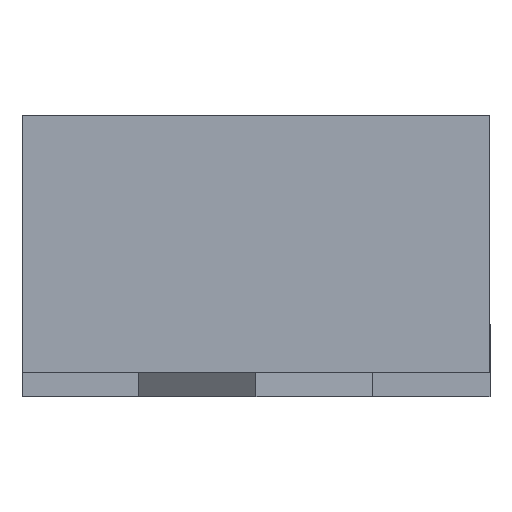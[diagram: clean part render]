
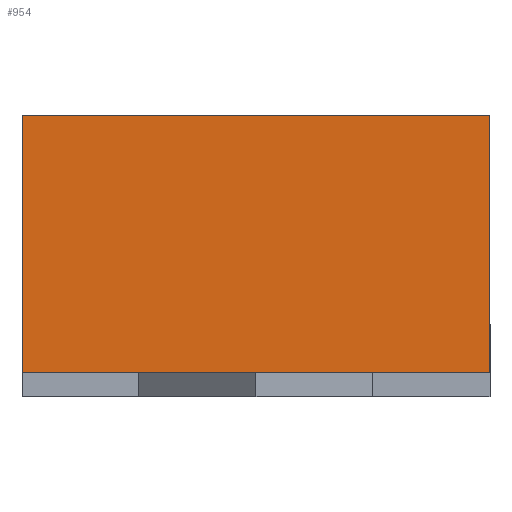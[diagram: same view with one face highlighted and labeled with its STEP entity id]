
A CAD part, top view. The second image highlights one B-rep face of the part: STEP entity #954.
In plain terms, the highlighted planar face has unit normal (0, 0, 1).
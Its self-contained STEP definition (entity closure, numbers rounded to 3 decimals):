
#210 = LINE ( 'NONE', #1582, #1734 ) ;
#337 = VERTEX_POINT ( 'NONE', #419 ) ;
#419 = CARTESIAN_POINT ( 'NONE',  ( 0.5, 0.05, 0.5 ) ) ;
#445 = EDGE_CURVE ( 'NONE', #1783, #1628, #210, .T. ) ;
#462 = DIRECTION ( 'NONE',  ( 0., 0., -1. ) ) ;
#481 = VECTOR ( 'NONE', #1548, 1000. ) ;
#524 = EDGE_CURVE ( 'NONE', #337, #1783, #1412, .T. ) ;
#622 = PLANE ( 'NONE',  #748 ) ;
#741 = EDGE_CURVE ( 'NONE', #337, #1249, #1066, .T. ) ;
#748 = AXIS2_PLACEMENT_3D ( 'NONE', #830, #462, #1908 ) ;
#772 = DIRECTION ( 'NONE',  ( -1., 0., 0. ) ) ;
#830 = CARTESIAN_POINT ( 'NONE',  ( -0.5, 0.6, 0.5 ) ) ;
#920 = ORIENTED_EDGE ( 'NONE', *, *, #445, .T. ) ;
#954 = ADVANCED_FACE ( 'NONE', ( #1168 ), #622, .F. ) ;
#1066 = LINE ( 'NONE', #1160, #2202 ) ;
#1069 = VECTOR ( 'NONE', #1731, 1000. ) ;
#1160 = CARTESIAN_POINT ( 'NONE',  ( -0.5, 0.05, 0.5 ) ) ;
#1167 = CARTESIAN_POINT ( 'NONE',  ( -0.5, 0.05, 0.5 ) ) ;
#1168 = FACE_OUTER_BOUND ( 'NONE', #1917, .T. ) ;
#1249 = VERTEX_POINT ( 'NONE', #1167 ) ;
#1252 = ORIENTED_EDGE ( 'NONE', *, *, #741, .F. ) ;
#1255 = EDGE_CURVE ( 'NONE', #1628, #1249, #2309, .T. ) ;
#1305 = CARTESIAN_POINT ( 'NONE',  ( 0.5, 0.6, 0.5 ) ) ;
#1412 = LINE ( 'NONE', #2102, #1069 ) ;
#1490 = CARTESIAN_POINT ( 'NONE',  ( -0.5, 0.6, 0.5 ) ) ;
#1548 = DIRECTION ( 'NONE',  ( 0., -1., 0. ) ) ;
#1582 = CARTESIAN_POINT ( 'NONE',  ( 0., 0.6, 0.5 ) ) ;
#1628 = VERTEX_POINT ( 'NONE', #1490 ) ;
#1731 = DIRECTION ( 'NONE',  ( 0., 1., 0. ) ) ;
#1734 = VECTOR ( 'NONE', #1774, 1000. ) ;
#1774 = DIRECTION ( 'NONE',  ( -1., 0., 0. ) ) ;
#1783 = VERTEX_POINT ( 'NONE', #1305 ) ;
#1818 = ORIENTED_EDGE ( 'NONE', *, *, #524, .T. ) ;
#1908 = DIRECTION ( 'NONE',  ( -1., 0., 0. ) ) ;
#1917 = EDGE_LOOP ( 'NONE', ( #1818, #920, #2177, #1252 ) ) ;
#1919 = CARTESIAN_POINT ( 'NONE',  ( -0.5, 0.6, 0.5 ) ) ;
#2102 = CARTESIAN_POINT ( 'NONE',  ( 0.5, 0.6, 0.5 ) ) ;
#2177 = ORIENTED_EDGE ( 'NONE', *, *, #1255, .T. ) ;
#2202 = VECTOR ( 'NONE', #772, 1000. ) ;
#2309 = LINE ( 'NONE', #1919, #481 ) ;
